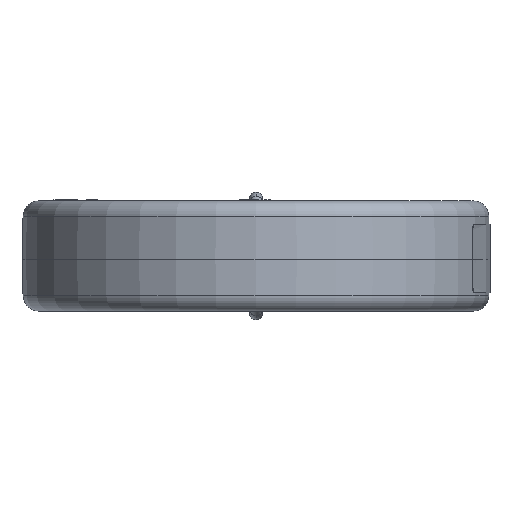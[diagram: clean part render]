
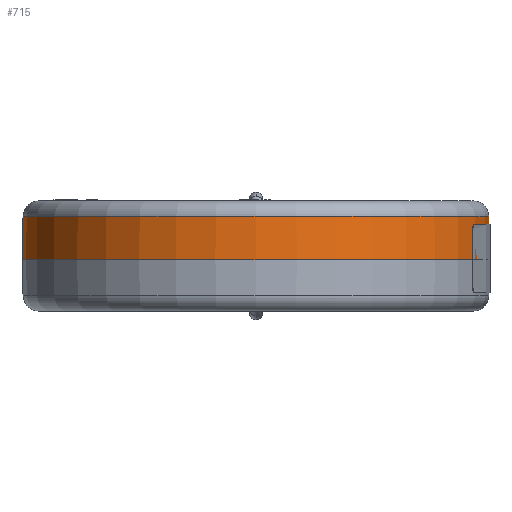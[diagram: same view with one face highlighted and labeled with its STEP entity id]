
A CAD part, front view. The second image highlights one B-rep face of the part: STEP entity #715.
In plain terms, the highlighted conical face has half-angle 1 degrees and reference radius 58.966 mm.
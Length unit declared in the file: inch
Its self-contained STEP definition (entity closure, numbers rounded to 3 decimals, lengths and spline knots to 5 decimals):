
#654 = ORIENTED_EDGE ( 'NONE', *, *, #655, .F. ) ;
#655 = EDGE_CURVE ( 'NONE', #706, #733, #2599, .T. ) ;
#706 = VERTEX_POINT ( 'NONE', #2691 ) ;
#715 = ADVANCED_FACE ( 'NONE', ( #2678 ), #2670, .T. ) ;
#716 = EDGE_LOOP ( 'NONE', ( #717, #728, #731, #654 ) ) ;
#717 = ORIENTED_EDGE ( 'NONE', *, *, #718, .T. ) ;
#718 = EDGE_CURVE ( 'NONE', #706, #727, #2666, .T. ) ;
#727 = VERTEX_POINT ( 'NONE', #2756 ) ;
#728 = ORIENTED_EDGE ( 'NONE', *, *, #729, .T. ) ;
#729 = EDGE_CURVE ( 'NONE', #727, #730, #2802, .T. ) ;
#730 = VERTEX_POINT ( 'NONE', #2798 ) ;
#731 = ORIENTED_EDGE ( 'NONE', *, *, #732, .T. ) ;
#732 = EDGE_CURVE ( 'NONE', #730, #733, #2797, .T. ) ;
#733 = VERTEX_POINT ( 'NONE', #2792 ) ;
#2596 = DIRECTION ( 'NONE',  ( 0.017, 0., -1. ) ) ;
#2597 = VECTOR ( 'NONE', #2596, 39.37008 ) ;
#2598 = CARTESIAN_POINT ( 'NONE',  ( 2.99489, 0.61184, -0.90114 ) ) ;
#2599 = LINE ( 'NONE', #2598, #2597 ) ;
#2665 = AXIS2_PLACEMENT_3D ( 'NONE', #2671, #2736, #2735 ) ;
#2666 = CIRCLE ( 'NONE', #2665, 2.32418 ) ;
#2667 = DIRECTION ( 'NONE',  ( 1., 0., 0. ) ) ;
#2668 = DIRECTION ( 'NONE',  ( 0., 0., -1. ) ) ;
#2669 = AXIS2_PLACEMENT_3D ( 'NONE', #2672, #2668, #2667 ) ;
#2670 = CONICAL_SURFACE ( 'NONE', #2669, 2.3215, 0.017 ) ;
#2671 = CARTESIAN_POINT ( 'NONE',  ( 0.67339, 0.61184, -1.05442 ) ) ;
#2672 = CARTESIAN_POINT ( 'NONE',  ( 0.67339, 0.61184, -0.90114 ) ) ;
#2678 = FACE_OUTER_BOUND ( 'NONE', #716, .T. ) ;
#2691 = CARTESIAN_POINT ( 'NONE',  ( 2.99757, 0.61184, -1.05442 ) ) ;
#2735 = DIRECTION ( 'NONE',  ( 1., 0., 0. ) ) ;
#2736 = DIRECTION ( 'NONE',  ( 0., 0., -1. ) ) ;
#2756 = CARTESIAN_POINT ( 'NONE',  ( -1.65078, 0.61184, -1.05442 ) ) ;
#2792 = CARTESIAN_POINT ( 'NONE',  ( 3.0051, 0.61184, -1.48614 ) ) ;
#2793 = DIRECTION ( 'NONE',  ( 1., 0., 0. ) ) ;
#2794 = DIRECTION ( 'NONE',  ( 0., 0., 1. ) ) ;
#2795 = CARTESIAN_POINT ( 'NONE',  ( 0.67339, 0.61184, -1.48614 ) ) ;
#2796 = AXIS2_PLACEMENT_3D ( 'NONE', #2795, #2794, #2793 ) ;
#2797 = CIRCLE ( 'NONE', #2796, 2.33171 ) ;
#2798 = CARTESIAN_POINT ( 'NONE',  ( -1.65832, 0.61184, -1.48614 ) ) ;
#2799 = DIRECTION ( 'NONE',  ( -0.017, 0., -1. ) ) ;
#2800 = VECTOR ( 'NONE', #2799, 39.37008 ) ;
#2801 = CARTESIAN_POINT ( 'NONE',  ( -1.64811, 0.61184, -0.90114 ) ) ;
#2802 = LINE ( 'NONE', #2801, #2800 ) ;
